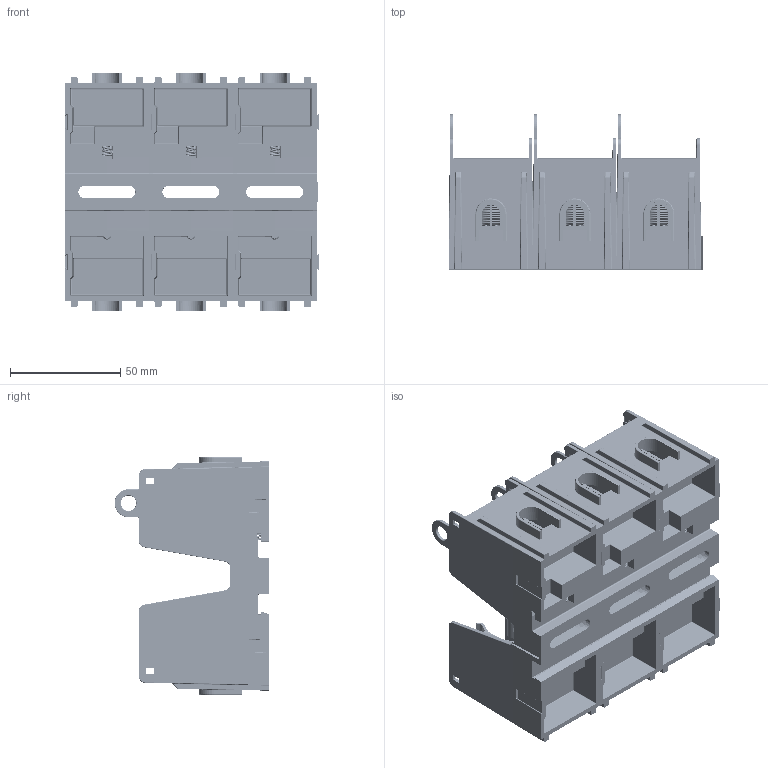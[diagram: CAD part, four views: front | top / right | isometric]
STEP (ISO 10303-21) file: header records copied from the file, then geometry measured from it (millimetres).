
FILE_DESCRIPTION (( 'STEP AP214' ), '1' );
FILE_NAME ('OUT-380446-3.STEP', '2024-02-27T13:58:26', ( '' ), ( '' ), 'SwSTEP 2.0', 'SolidWorks 2021', '' );
FILE_SCHEMA (( 'AUTOMOTIVE_DESIGN' ));
Length unit declared in the file: inch
Products named in the file (9): 370039_-101; 310170; 360388; OUT-380446-3; F08936_90272A147; 410047; 220034_2022N118; 330836_OVER CLIP; C08970
Assembly tree (22 placements, depth 3):
  OUT-380446-3
    360388  x6
      370039_-101
      330836_OVER CLIP
      C08970
      310170
    410047  x3
    F08936_90272A147  x6
    220034_2022N118  x3
Bounding box: 115.32 x 70.36 x 107.94 mm (x, y, z)
Volume: 176624.9 mm3; surface area: 174241.2 mm2
Topology: 36 solids, 36 shells, 5820 faces, 14076 edges, 8337 vertices
Faces by surface type: plane 2463, cylinder 2082, cone 432, bspline 360, sphere 345, torus 138
Entity records: 49241 total; most frequent: CARTESIAN_POINT 16058, ORIENTED_EDGE 7150, DIRECTION 6640, EDGE_CURVE 3575, AXIS2_PLACEMENT_3D 2286, VERTEX_POINT 2119, VECTOR 2068, LINE 2068
